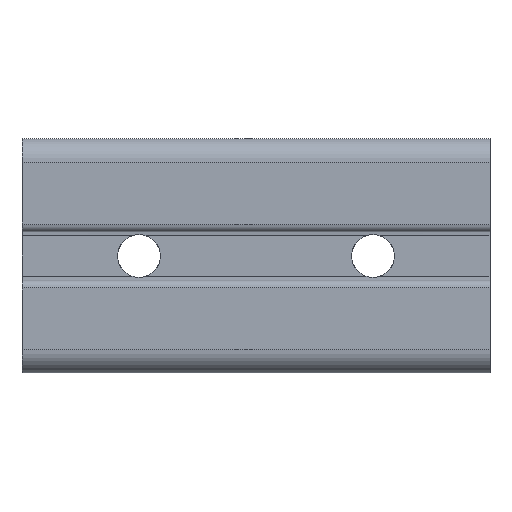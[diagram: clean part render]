
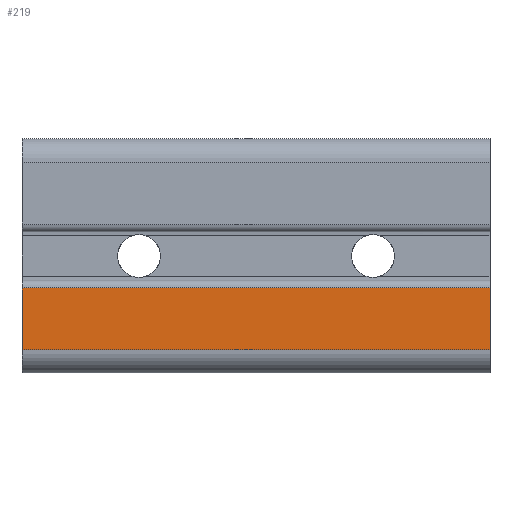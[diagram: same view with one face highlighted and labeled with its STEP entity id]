
A CAD part, left-side view. The second image highlights one B-rep face of the part: STEP entity #219.
In plain terms, the highlighted planar face has unit normal (-1, 0, 0).
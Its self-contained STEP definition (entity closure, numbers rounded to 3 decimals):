
#219 = ADVANCED_FACE( '', ( #550 ), #551, .F. );
#550 = FACE_OUTER_BOUND( '', #1025, .T. );
#551 = PLANE( '', #1026 );
#1025 = EDGE_LOOP( '', ( #1638, #1639, #1640, #1641 ) );
#1026 = AXIS2_PLACEMENT_3D( '', #1642, #1643, #1644 );
#1638 = ORIENTED_EDGE( '', *, *, #3000, .T. );
#1639 = ORIENTED_EDGE( '', *, *, #2861, .F. );
#1640 = ORIENTED_EDGE( '', *, *, #3001, .F. );
#1641 = ORIENTED_EDGE( '', *, *, #2899, .T. );
#1642 = CARTESIAN_POINT( '', ( 0., 60., -27. ) );
#1643 = DIRECTION( '', ( 1., 0., 0. ) );
#1644 = DIRECTION( '', ( 0., 0., -1. ) );
#2861 = EDGE_CURVE( '', #3442, #3437, #3444, .T. );
#2899 = EDGE_CURVE( '', #3512, #3510, #3513, .T. );
#3000 = EDGE_CURVE( '', #3510, #3437, #3691, .T. );
#3001 = EDGE_CURVE( '', #3512, #3442, #3692, .T. );
#3437 = VERTEX_POINT( '', #4310 );
#3442 = VERTEX_POINT( '', #4316 );
#3444 = LINE( '', #4318, #4319 );
#3510 = VERTEX_POINT( '', #4413 );
#3512 = VERTEX_POINT( '', #4415 );
#3513 = LINE( '', #4416, #4417 );
#3691 = LINE( '', #4830, #4831 );
#3692 = LINE( '', #4832, #4833 );
#4310 = CARTESIAN_POINT( '', ( 0., 0., -19.1 ) );
#4316 = CARTESIAN_POINT( '', ( 0., 60., -19.1 ) );
#4318 = CARTESIAN_POINT( '', ( 0., 60., -19.1 ) );
#4319 = VECTOR( '', #6009, 1000. );
#4413 = CARTESIAN_POINT( '', ( 0., 0., -27. ) );
#4415 = CARTESIAN_POINT( '', ( 0., 60., -27. ) );
#4416 = CARTESIAN_POINT( '', ( 0., 60., -27. ) );
#4417 = VECTOR( '', #6055, 1000. );
#4830 = CARTESIAN_POINT( '', ( 0., 0., -27. ) );
#4831 = VECTOR( '', #6168, 1000. );
#4832 = CARTESIAN_POINT( '', ( 0., 60., -27. ) );
#4833 = VECTOR( '', #6169, 1000. );
#6009 = DIRECTION( '', ( 0., -1., 0. ) );
#6055 = DIRECTION( '', ( 0., -1., 0. ) );
#6168 = DIRECTION( '', ( 0., 0., 1. ) );
#6169 = DIRECTION( '', ( 0., 0., 1. ) );
